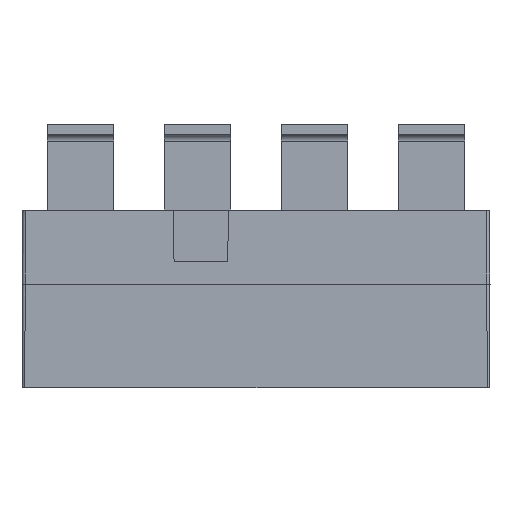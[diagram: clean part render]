
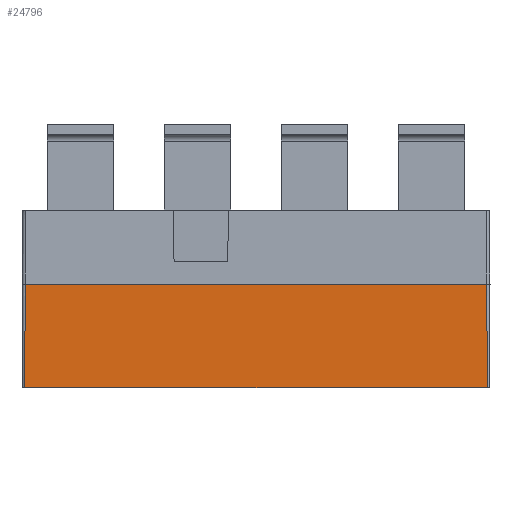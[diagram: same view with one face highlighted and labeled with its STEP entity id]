
A CAD part, front view. The second image highlights one B-rep face of the part: STEP entity #24796.
In plain terms, the highlighted planar face has unit normal (0, -1, -0.009).
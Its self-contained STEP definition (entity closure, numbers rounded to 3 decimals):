
#13727=DIRECTION('',(-1.,0.,0.));
#13728=VECTOR('',#13727,138.);
#13729=CARTESIAN_POINT('',(51.5,-150.,
0.));
#13730=LINE('',#13729,#13728);
#15191=CARTESIAN_POINT('',(-86.729,-149.729,
-31.));
#15192=CARTESIAN_POINT('',(-86.82,-149.82,
-20.667));
#15193=CARTESIAN_POINT('',(-86.41,-149.91,
-10.333));
#15194=CARTESIAN_POINT('',(-86.5,-150.,0.));
#15199=CARTESIAN_POINT('',(51.5,-150.,
0.));
#15200=CARTESIAN_POINT('',(51.41,-149.91,
-10.333));
#15201=CARTESIAN_POINT('',(51.82,-149.82,
-20.667));
#15202=CARTESIAN_POINT('',(51.729,-149.729,
-31.));
#15207=DIRECTION('',(-1.,0.,0.));
#15208=VECTOR('',#15207,138.459);
#15209=CARTESIAN_POINT('',(51.729,-149.729,
-31.));
#15210=LINE('',#15209,#15208);
#20828=CARTESIAN_POINT('',(51.5,-150.,
0.));
#20829=VERTEX_POINT('',#20828);
#20830=CARTESIAN_POINT('',(-86.5,-150.,0.));
#20831=VERTEX_POINT('',#20830);
#21028=VERTEX_POINT('',#15202);
#21029=VERTEX_POINT('',#15191);
#24783=CARTESIAN_POINT('',(-87.5,-150.,0.));
#24784=DIRECTION('',(0.,1.,0.009));
#24785=DIRECTION('',(1.,0.,0.));
#24786=AXIS2_PLACEMENT_3D('',#24783,#24784,#24785);
#24787=PLANE('',#24786);
#24789=ORIENTED_EDGE('',*,*,#24788,.T.);
#24790=ORIENTED_EDGE('',*,*,#22993,.F.);
#24791=ORIENTED_EDGE('',*,*,#24767,.T.);
#24793=ORIENTED_EDGE('',*,*,#24792,.T.);
#24794=EDGE_LOOP('',(#24789,#24790,#24791,#24793));
#24795=FACE_OUTER_BOUND('',#24794,.F.);
#15195=B_SPLINE_CURVE_WITH_KNOTS('',3,(#15191,#15192,#15193,#15194),
.UNSPECIFIED.,.F.,.F.,(4,4),(0.,1.),.UNSPECIFIED.);
#15203=B_SPLINE_CURVE_WITH_KNOTS('',3,(#15199,#15200,#15201,#15202),
.UNSPECIFIED.,.F.,.F.,(4,4),(0.,1.),.UNSPECIFIED.);
#22993=EDGE_CURVE('',#20829,#20831,#13730,.T.);
#24767=EDGE_CURVE('',#20829,#21028,#15203,.T.);
#24788=EDGE_CURVE('',#21029,#20831,#15195,.T.);
#24792=EDGE_CURVE('',#21028,#21029,#15210,.T.);
#24796=ADVANCED_FACE('',(#24795),#24787,.F.);
